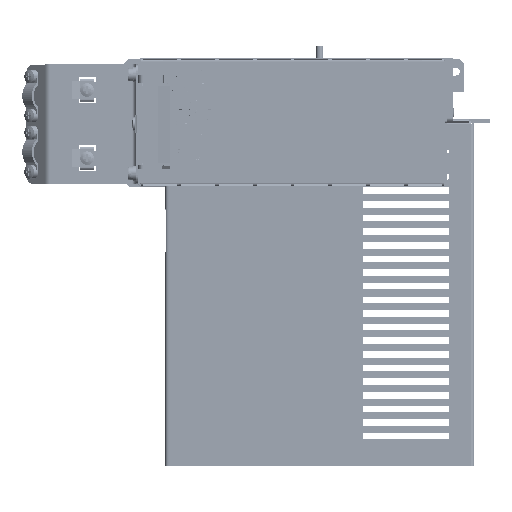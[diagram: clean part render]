
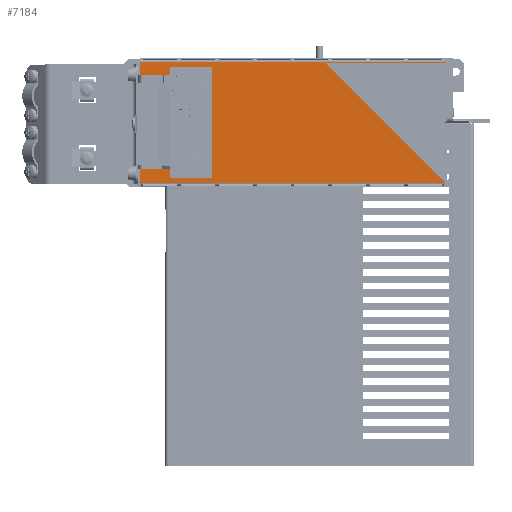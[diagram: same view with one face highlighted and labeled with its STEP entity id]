
A CAD part, top view. The second image highlights one B-rep face of the part: STEP entity #7184.
In plain terms, the highlighted face is planar.
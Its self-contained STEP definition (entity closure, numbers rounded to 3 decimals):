
#7184 = ADVANCED_FACE( '', ( #16986 ), #16987, .F. );
#16986 = FACE_OUTER_BOUND( '', #28966, .T. );
#16987 = PLANE( '', #28967 );
#28966 = EDGE_LOOP( '', ( #89546, #89547, #89548, #89549, #89550, #89551, #89552, #89553, #89554, #89555, #89556, #89557 ) );
#28967 = AXIS2_PLACEMENT_3D( '', #89558, #89559, #89560 );
#89546 = ORIENTED_EDGE( '', *, *, #103269, .F. );
#89547 = ORIENTED_EDGE( '', *, *, #103270, .F. );
#89548 = ORIENTED_EDGE( '', *, *, #103271, .F. );
#89549 = ORIENTED_EDGE( '', *, *, #103272, .T. );
#89550 = ORIENTED_EDGE( '', *, *, #103273, .T. );
#89551 = ORIENTED_EDGE( '', *, *, #103182, .T. );
#89552 = ORIENTED_EDGE( '', *, *, #103184, .F. );
#89553 = ORIENTED_EDGE( '', *, *, #103268, .T. );
#89554 = ORIENTED_EDGE( '', *, *, #103274, .T. );
#89555 = ORIENTED_EDGE( '', *, *, #103275, .T. );
#89556 = ORIENTED_EDGE( '', *, *, #103160, .F. );
#89557 = ORIENTED_EDGE( '', *, *, #103276, .F. );
#89558 = CARTESIAN_POINT( '', ( -90.7, 1., -37.5 ) );
#89559 = DIRECTION( '', ( 0., -1., 0. ) );
#89560 = DIRECTION( '', ( 0., 0., -1. ) );
#103160 = EDGE_CURVE( '', #119017, #119018, #119019, .T. );
#103182 = EDGE_CURVE( '', #119054, #119058, #119060, .T. );
#103184 = EDGE_CURVE( '', #119061, #119058, #119064, .T. );
#103268 = EDGE_CURVE( '', #119061, #119225, #119227, .T. );
#103269 = EDGE_CURVE( '', #119228, #119229, #119230, .T. );
#103270 = EDGE_CURVE( '', #119231, #119228, #119232, .T. );
#103271 = EDGE_CURVE( '', #119233, #119231, #119234, .T. );
#103272 = EDGE_CURVE( '', #119233, #119235, #119236, .T. );
#103273 = EDGE_CURVE( '', #119235, #119054, #119237, .T. );
#103274 = EDGE_CURVE( '', #119225, #119238, #119239, .T. );
#103275 = EDGE_CURVE( '', #119238, #119018, #119240, .T. );
#103276 = EDGE_CURVE( '', #119229, #119017, #119241, .T. );
#119017 = VERTEX_POINT( '', #205865 );
#119018 = VERTEX_POINT( '', #205866 );
#119019 = LINE( '', #205867, #205868 );
#119054 = VERTEX_POINT( '', #205921 );
#119058 = VERTEX_POINT( '', #205927 );
#119060 = LINE( '', #205930, #205931 );
#119061 = VERTEX_POINT( '', #205932 );
#119064 = LINE( '', #205936, #205937 );
#119225 = VERTEX_POINT( '', #206180 );
#119227 = LINE( '', #206183, #206184 );
#119228 = VERTEX_POINT( '', #206185 );
#119229 = VERTEX_POINT( '', #206186 );
#119230 = LINE( '', #206187, #206188 );
#119231 = VERTEX_POINT( '', #206189 );
#119232 = LINE( '', #206190, #206191 );
#119233 = VERTEX_POINT( '', #206192 );
#119234 = LINE( '', #206193, #206194 );
#119235 = VERTEX_POINT( '', #206195 );
#119236 = LINE( '', #206196, #206197 );
#119237 = LINE( '', #206198, #206199 );
#119238 = VERTEX_POINT( '', #206200 );
#119239 = LINE( '', #206201, #206202 );
#119240 = LINE( '', #206203, #206204 );
#119241 = LINE( '', #206205, #206206 );
#205865 = CARTESIAN_POINT( '', ( -89.698, 1., -27.5 ) );
#205866 = CARTESIAN_POINT( '', ( -89.698, 1., -35.5 ) );
#205867 = CARTESIAN_POINT( '', ( -89.698, 1., 37.5 ) );
#205868 = VECTOR( '', #216757, 1000. );
#205921 = CARTESIAN_POINT( '', ( 88.7, 1., 35.5 ) );
#205927 = CARTESIAN_POINT( '', ( 89.698, 1., 35.5 ) );
#205930 = CARTESIAN_POINT( '', ( -90.7, 1., 35.5 ) );
#205931 = VECTOR( '', #216779, 1000. );
#205932 = CARTESIAN_POINT( '', ( 89.698, 1., -35.5 ) );
#205936 = CARTESIAN_POINT( '', ( 89.698, 1., -37.5 ) );
#205937 = VECTOR( '', #216781, 1000. );
#206180 = CARTESIAN_POINT( '', ( 88.7, 1., -35.5 ) );
#206183 = CARTESIAN_POINT( '', ( 90.7, 1., -35.5 ) );
#206184 = VECTOR( '', #216865, 1000. );
#206185 = CARTESIAN_POINT( '', ( -72.2, 1., 27.5 ) );
#206186 = CARTESIAN_POINT( '', ( -72.2, 1., -27.5 ) );
#206187 = CARTESIAN_POINT( '', ( -72.2, 1., 27.5 ) );
#206188 = VECTOR( '', #216866, 1000. );
#206189 = CARTESIAN_POINT( '', ( -89.698, 1., 27.5 ) );
#206190 = CARTESIAN_POINT( '', ( -72.2, 1., 27.5 ) );
#206191 = VECTOR( '', #216867, 1000. );
#206192 = CARTESIAN_POINT( '', ( -89.698, 1., 35.5 ) );
#206193 = CARTESIAN_POINT( '', ( -89.698, 1., 37.5 ) );
#206194 = VECTOR( '', #216868, 1000. );
#206195 = CARTESIAN_POINT( '', ( -88.7, 1., 35.5 ) );
#206196 = CARTESIAN_POINT( '', ( -90.7, 1., 35.5 ) );
#206197 = VECTOR( '', #216869, 1000. );
#206198 = CARTESIAN_POINT( '', ( -90.7, 1., 35.5 ) );
#206199 = VECTOR( '', #216870, 1000. );
#206200 = CARTESIAN_POINT( '', ( -88.7, 1., -35.5 ) );
#206201 = CARTESIAN_POINT( '', ( 90.7, 1., -35.5 ) );
#206202 = VECTOR( '', #216871, 1000. );
#206203 = CARTESIAN_POINT( '', ( 90.7, 1., -35.5 ) );
#206204 = VECTOR( '', #216872, 1000. );
#206205 = CARTESIAN_POINT( '', ( -72.2, 1., -27.5 ) );
#206206 = VECTOR( '', #216873, 1000. );
#216757 = DIRECTION( '', ( 0., 0., -1. ) );
#216779 = DIRECTION( '', ( 1., 0., 0. ) );
#216781 = DIRECTION( '', ( 0., 0., 1. ) );
#216865 = DIRECTION( '', ( -1., 0., 0. ) );
#216866 = DIRECTION( '', ( 0., 0., -1. ) );
#216867 = DIRECTION( '', ( 1., 0., 0. ) );
#216868 = DIRECTION( '', ( 0., 0., -1. ) );
#216869 = DIRECTION( '', ( 1., 0., 0. ) );
#216870 = DIRECTION( '', ( 1., 0., 0. ) );
#216871 = DIRECTION( '', ( -1., 0., 0. ) );
#216872 = DIRECTION( '', ( -1., 0., 0. ) );
#216873 = DIRECTION( '', ( -1., 0., 0. ) );
